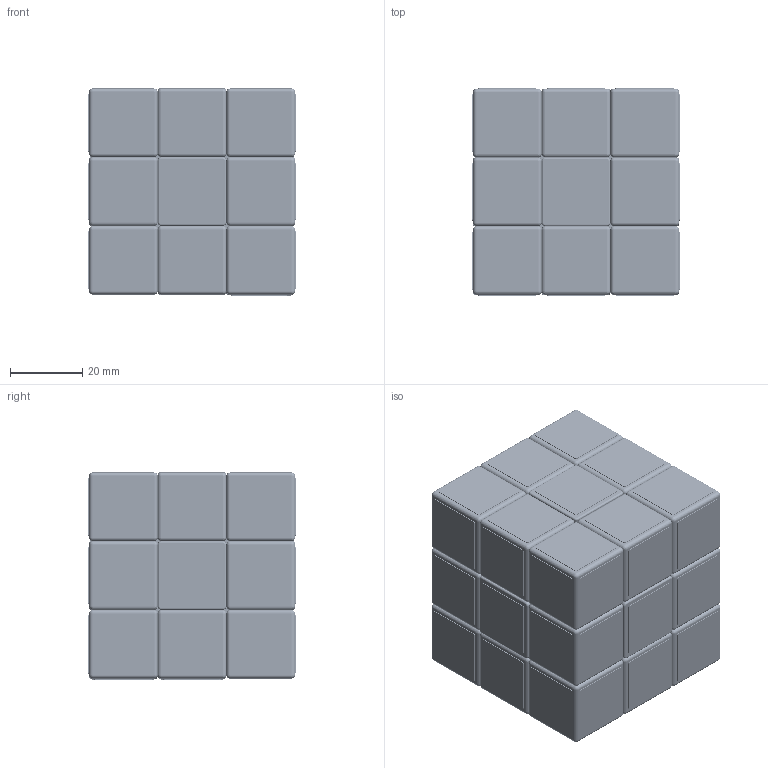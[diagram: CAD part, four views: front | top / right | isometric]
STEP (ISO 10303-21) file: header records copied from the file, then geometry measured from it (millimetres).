
FILE_DESCRIPTION(('CATIA V5 STEP Exchange'),'2;1');
FILE_NAME('RubiksCube.stp','2014-07-22T20:23:45+00:00',('none'),('none'),'CATIA Version 5 Release 19 SP 2 (IN-10)','CATIA V5 STEP AP214','none');
FILE_SCHEMA(('AUTOMOTIVE_DESIGN { 1 0 10303 214 1 1 1 1 }'));
Length unit declared in the file: millimetre
Products named in the file (8): RubiksCube; Cross; Center; Edge; Corner; Cup; Spring; Coloring
Assembly tree (40 placements, depth 2):
  RubiksCube
    Cross
    Center  x6
    Edge  x12
    Corner  x8
    Cup  x6
    Spring  x6
    Coloring
Bounding box: 57.4 x 57.4 x 57.66 mm (x, y, z)
Volume: 80292.6 mm3; surface area: 149041.7 mm2
Topology: 105 solids, 167 shells, 3948 faces, 9888 edges, 5908 vertices
Faces by surface type: cylinder 1664, plane 1220, bspline 514, sphere 364, torus 156, cone 30
Entity records: 25516 total; most frequent: CARTESIAN_POINT 9862, ORIENTED_EDGE 2964, DIRECTION 2359, EDGE_CURVE 1698, VERTEX_POINT 1198, AXIS2_PLACEMENT_3D 1114, VECTOR 737, LINE 737
